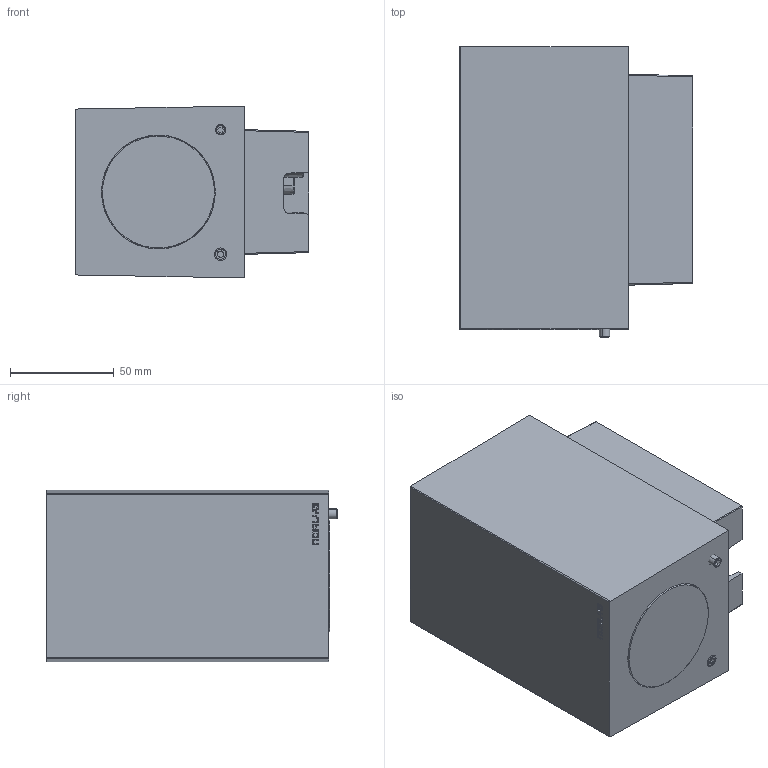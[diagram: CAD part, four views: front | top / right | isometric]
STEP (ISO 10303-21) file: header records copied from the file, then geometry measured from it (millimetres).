
FILE_DESCRIPTION (( 'STEP AP203' ), '1' );
FILE_NAME ('SANDVIK_short.STEP', '2024-02-02T07:55:15', ( '' ), ( '' ), 'SwSTEP 2.0', 'SolidWorks 2022', '' );
FILE_SCHEMA (( 'CONFIG_CONTROL_DESIGN' ));
Length unit declared in the file: millimetre
Products named in the file (8): socket set screw cone point_iso_ISO 4027 - M5 x 10-N; M144_Przód_rs_M145W2 Obr; M144_Szybka_rs_W3; M144_Tył_rs_M145W3_Obr; socket set screw cone point_din_DIN 914 - M6 x 16-N; M144_Tył kom_rs_M145W3 LED; M144_Przód kom_rs_M145W2 LED; SANDVIK_short
Assembly tree (7 placements, depth 3):
  SANDVIK_short
    M144_Tył kom_rs_M145W3 LED
      M144_Tył_rs_M145W3_Obr
    M144_Przód kom_rs_M145W2 LED
      M144_Przód_rs_M145W2 Obr
      M144_Szybka_rs_W3
      socket set screw cone point_iso_ISO 4027 - M5 x 10-N
      socket set screw cone point_din_DIN 914 - M6 x 16-N
Bounding box: 112.41 x 140 x 82.85 mm (x, y, z)
Volume: 376542.7 mm3; surface area: 138893.1 mm2
Topology: 5 solids, 5 shells, 540 faces, 1303 edges, 785 vertices
Faces by surface type: plane 202, cylinder 125, bspline 76, cone 72, torus 41, sphere 24
Entity records: 18259 total; most frequent: CARTESIAN_POINT 5479, ORIENTED_EDGE 2554, DIRECTION 2388, EDGE_CURVE 1277, AXIS2_PLACEMENT_3D 867, VERTEX_POINT 785, LINE 654, VECTOR 654
